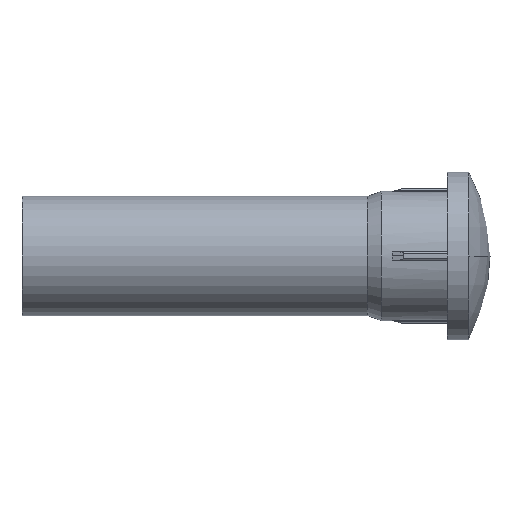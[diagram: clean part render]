
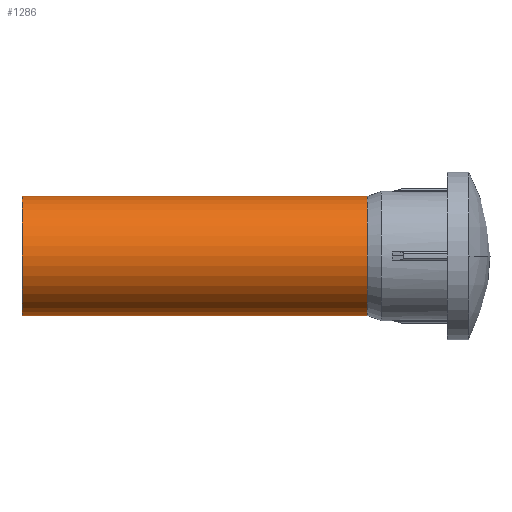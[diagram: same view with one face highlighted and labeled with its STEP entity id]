
A CAD part, front view. The second image highlights one B-rep face of the part: STEP entity #1286.
In plain terms, the highlighted cylindrical face has radius 1.778 mm (diameter 3.556 mm), a partial arc.
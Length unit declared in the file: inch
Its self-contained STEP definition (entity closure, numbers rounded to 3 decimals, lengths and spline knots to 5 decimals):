
#26 = CYLINDRICAL_SURFACE ( 'NONE', #1387, 0.07 ) ;
#75 = EDGE_LOOP ( 'NONE', ( #1142, #324, #1107, #968 ) ) ;
#79 = VERTEX_POINT ( 'NONE', #1353 ) ;
#152 = DIRECTION ( 'NONE',  ( -1., 0., 0. ) ) ;
#170 = CARTESIAN_POINT ( 'NONE',  ( 0., 0., 0. ) ) ;
#202 = FACE_OUTER_BOUND ( 'NONE', #75, .T. ) ;
#299 = EDGE_CURVE ( 'NONE', #1146, #695, #1087, .T. ) ;
#324 = ORIENTED_EDGE ( 'NONE', *, *, #1054, .T. ) ;
#471 = LINE ( 'NONE', #610, #879 ) ;
#519 = DIRECTION ( 'NONE',  ( 0., 0., 1. ) ) ;
#530 = AXIS2_PLACEMENT_3D ( 'NONE', #1413, #604, #519 ) ;
#560 = DIRECTION ( 'NONE',  ( -1., 0., 0. ) ) ;
#604 = DIRECTION ( 'NONE',  ( -1., 0., 0. ) ) ;
#610 = CARTESIAN_POINT ( 'NONE',  ( 0., 0., -0.07 ) ) ;
#655 = DIRECTION ( 'NONE',  ( -1., 0., 0. ) ) ;
#660 = CARTESIAN_POINT ( 'NONE',  ( -0.094, 0., 0. ) ) ;
#662 = CIRCLE ( 'NONE', #530, 0.07 ) ;
#666 = DIRECTION ( 'NONE',  ( 0., 0., 1. ) ) ;
#695 = VERTEX_POINT ( 'NONE', #1299 ) ;
#732 = EDGE_CURVE ( 'NONE', #79, #695, #662, .T. ) ;
#762 = DIRECTION ( 'NONE',  ( -1., 0., 0. ) ) ;
#768 = EDGE_CURVE ( 'NONE', #1315, #79, #471, .T. ) ;
#771 = CARTESIAN_POINT ( 'NONE',  ( 0., 0., 0.07 ) ) ;
#879 = VECTOR ( 'NONE', #152, 39.37008 ) ;
#963 = CARTESIAN_POINT ( 'NONE',  ( -0.094, 0., 0.07 ) ) ;
#968 = ORIENTED_EDGE ( 'NONE', *, *, #732, .F. ) ;
#984 = DIRECTION ( 'NONE',  ( 0., 0., 1. ) ) ;
#998 = CARTESIAN_POINT ( 'NONE',  ( -0.094, 0., -0.07 ) ) ;
#1054 = EDGE_CURVE ( 'NONE', #1315, #1146, #1416, .T. ) ;
#1087 = LINE ( 'NONE', #771, #1345 ) ;
#1107 = ORIENTED_EDGE ( 'NONE', *, *, #299, .T. ) ;
#1134 = AXIS2_PLACEMENT_3D ( 'NONE', #660, #560, #666 ) ;
#1142 = ORIENTED_EDGE ( 'NONE', *, *, #768, .F. ) ;
#1146 = VERTEX_POINT ( 'NONE', #963 ) ;
#1286 = ADVANCED_FACE ( 'NONE', ( #202 ), #26, .T. ) ;
#1299 = CARTESIAN_POINT ( 'NONE',  ( -0.5, 0., 0.07 ) ) ;
#1315 = VERTEX_POINT ( 'NONE', #998 ) ;
#1345 = VECTOR ( 'NONE', #762, 39.37008 ) ;
#1353 = CARTESIAN_POINT ( 'NONE',  ( -0.5, 0., -0.07 ) ) ;
#1387 = AXIS2_PLACEMENT_3D ( 'NONE', #170, #655, #984 ) ;
#1413 = CARTESIAN_POINT ( 'NONE',  ( -0.5, 0., 0. ) ) ;
#1416 = CIRCLE ( 'NONE', #1134, 0.07 ) ;
